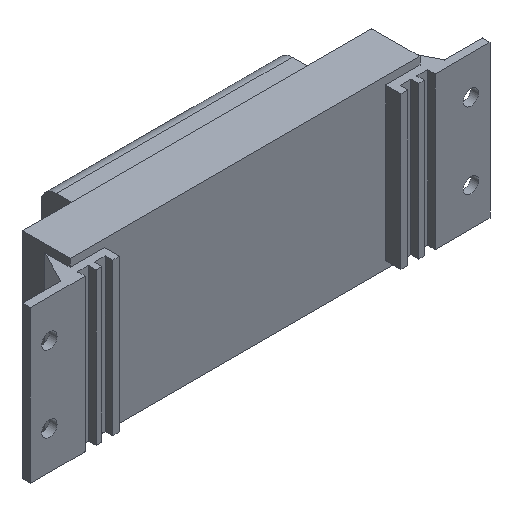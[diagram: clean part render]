
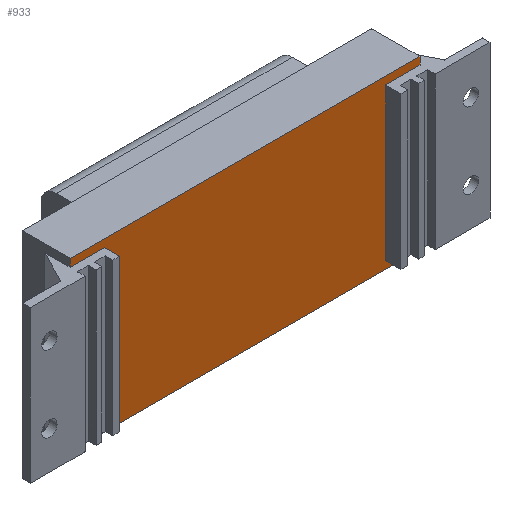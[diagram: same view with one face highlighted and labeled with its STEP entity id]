
A CAD part, isometric view. The second image highlights one B-rep face of the part: STEP entity #933.
In plain terms, the highlighted planar face has unit normal (0, -1, 0).
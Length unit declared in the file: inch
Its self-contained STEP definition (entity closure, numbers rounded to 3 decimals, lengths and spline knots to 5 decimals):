
#60=PLANE('',#1003);
#106=FACE_OUTER_BOUND('',#160,.T.);
#160=EDGE_LOOP('',(#851,#852,#853,#854,#855,#856,#857,#858,#859,#860,#861,
#862));
#185=LINE('',#1304,#304);
#200=LINE('',#1333,#319);
#226=LINE('',#1385,#345);
#227=LINE('',#1388,#346);
#231=LINE('',#1395,#350);
#246=LINE('',#1426,#365);
#272=LINE('',#1479,#391);
#274=LINE('',#1483,#393);
#276=LINE('',#1487,#395);
#277=LINE('',#1488,#396);
#278=LINE('',#1490,#397);
#279=LINE('',#1491,#398);
#304=VECTOR('',#1071,0.3937);
#319=VECTOR('',#1088,0.3937);
#345=VECTOR('',#1140,0.3937);
#346=VECTOR('',#1143,0.3937);
#350=VECTOR('',#1147,0.3937);
#365=VECTOR('',#1164,0.3937);
#391=VECTOR('',#1216,0.3937);
#393=VECTOR('',#1220,0.3937);
#395=VECTOR('',#1224,0.3937);
#396=VECTOR('',#1225,0.3937);
#397=VECTOR('',#1226,0.3937);
#398=VECTOR('',#1227,0.3937);
#434=VERTEX_POINT('',#1301);
#435=VERTEX_POINT('',#1303);
#448=VERTEX_POINT('',#1331);
#461=VERTEX_POINT('',#1383);
#462=VERTEX_POINT('',#1387);
#465=VERTEX_POINT('',#1393);
#466=VERTEX_POINT('',#1397);
#480=VERTEX_POINT('',#1424);
#494=VERTEX_POINT('',#1478);
#495=VERTEX_POINT('',#1482);
#496=VERTEX_POINT('',#1486);
#497=VERTEX_POINT('',#1489);
#529=EDGE_CURVE('',#435,#434,#185,.T.);
#544=EDGE_CURVE('',#434,#448,#200,.T.);
#570=EDGE_CURVE('',#448,#461,#226,.T.);
#571=EDGE_CURVE('',#462,#435,#227,.T.);
#575=EDGE_CURVE('',#461,#465,#231,.T.);
#590=EDGE_CURVE('',#466,#480,#246,.T.);
#616=EDGE_CURVE('',#494,#466,#272,.T.);
#618=EDGE_CURVE('',#495,#494,#274,.T.);
#620=EDGE_CURVE('',#465,#496,#276,.T.);
#621=EDGE_CURVE('',#496,#495,#277,.T.);
#622=EDGE_CURVE('',#480,#497,#278,.T.);
#623=EDGE_CURVE('',#497,#462,#279,.T.);
#851=ORIENTED_EDGE('',*,*,#570,.T.);
#852=ORIENTED_EDGE('',*,*,#575,.T.);
#853=ORIENTED_EDGE('',*,*,#620,.T.);
#854=ORIENTED_EDGE('',*,*,#621,.T.);
#855=ORIENTED_EDGE('',*,*,#618,.T.);
#856=ORIENTED_EDGE('',*,*,#616,.T.);
#857=ORIENTED_EDGE('',*,*,#590,.T.);
#858=ORIENTED_EDGE('',*,*,#622,.T.);
#859=ORIENTED_EDGE('',*,*,#623,.T.);
#860=ORIENTED_EDGE('',*,*,#571,.T.);
#861=ORIENTED_EDGE('',*,*,#529,.T.);
#862=ORIENTED_EDGE('',*,*,#544,.T.);
#933=ADVANCED_FACE('',(#106),#60,.F.);
#1003=AXIS2_PLACEMENT_3D('',#1485,#1222,#1223);
#1071=DIRECTION('',(-1.,0.,0.));
#1088=DIRECTION('',(0.,0.,1.));
#1140=DIRECTION('',(1.,0.,0.));
#1143=DIRECTION('',(0.,0.,1.));
#1147=DIRECTION('',(0.,0.,1.));
#1164=DIRECTION('',(-1.,0.,0.));
#1216=DIRECTION('',(0.,0.,-1.));
#1220=DIRECTION('',(1.,0.,0.));
#1222=DIRECTION('center_axis',(0.,1.,0.));
#1223=DIRECTION('ref_axis',(1.,0.,0.));
#1224=DIRECTION('',(-1.,0.,0.));
#1225=DIRECTION('',(0.,0.,-1.));
#1226=DIRECTION('',(0.,0.,-1.));
#1227=DIRECTION('',(1.,0.,0.));
#1301=CARTESIAN_POINT('',(1.85,0.,-1.));
#1303=CARTESIAN_POINT('',(2.3,0.,-1.));
#1304=CARTESIAN_POINT('',(1.2175,0.,-1.));
#1331=CARTESIAN_POINT('',(1.85,0.,1.));
#1333=CARTESIAN_POINT('',(1.85,0.,0.));
#1383=CARTESIAN_POINT('',(2.3,0.,1.));
#1385=CARTESIAN_POINT('',(1.2175,0.,1.));
#1387=CARTESIAN_POINT('',(2.3,0.,-1.1));
#1388=CARTESIAN_POINT('',(2.3,0.,-1.1));
#1393=CARTESIAN_POINT('',(2.3,0.,1.1));
#1395=CARTESIAN_POINT('',(2.3,0.,-1.1));
#1397=CARTESIAN_POINT('',(-1.85,0.,-1.));
#1424=CARTESIAN_POINT('',(-2.3,0.,-1.));
#1426=CARTESIAN_POINT('',(-1.2175,0.,-1.));
#1478=CARTESIAN_POINT('',(-1.85,0.,1.));
#1479=CARTESIAN_POINT('',(-1.85,0.,0.));
#1482=CARTESIAN_POINT('',(-2.3,0.,1.));
#1483=CARTESIAN_POINT('',(-1.2175,0.,1.));
#1485=CARTESIAN_POINT('Origin',(0.,0.,0.));
#1486=CARTESIAN_POINT('',(-2.3,0.,1.1));
#1487=CARTESIAN_POINT('',(2.3,0.,1.1));
#1488=CARTESIAN_POINT('',(-2.3,0.,1.1));
#1489=CARTESIAN_POINT('',(-2.3,0.,-1.1));
#1490=CARTESIAN_POINT('',(-2.3,0.,1.1));
#1491=CARTESIAN_POINT('',(-2.3,0.,-1.1));
